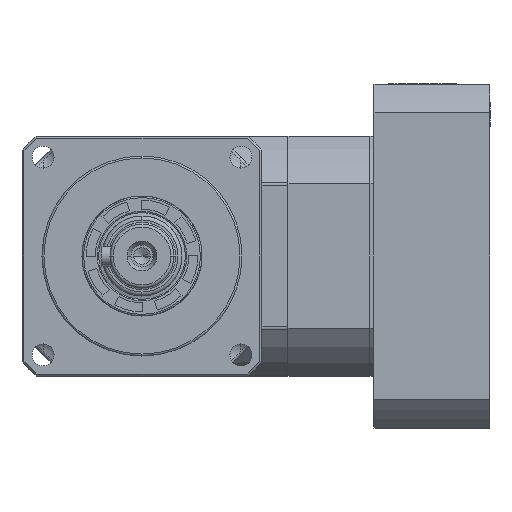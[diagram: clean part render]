
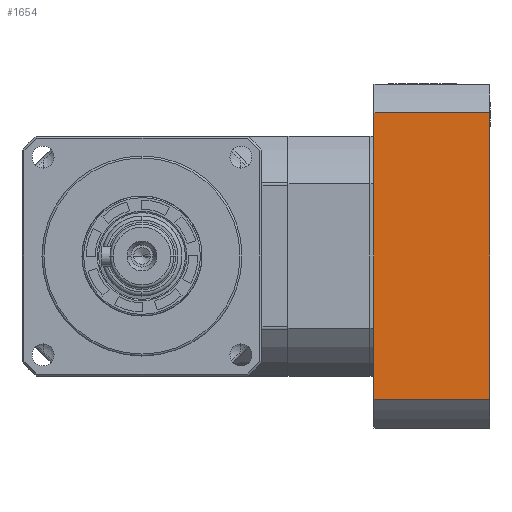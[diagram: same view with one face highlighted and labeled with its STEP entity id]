
A CAD part, left-side view. The second image highlights one B-rep face of the part: STEP entity #1654.
In plain terms, the highlighted planar face has unit normal (-1, 0, 0).
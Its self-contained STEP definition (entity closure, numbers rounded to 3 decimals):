
#1067 = VERTEX_POINT ( 'NONE', #24812 ) ;
#1449 = CARTESIAN_POINT ( 'NONE',  ( -51.347, -76.833, 30.625 ) ) ;
#1505 = AXIS2_PLACEMENT_3D ( 'NONE', #3725, #25201, #3564 ) ;
#1654 = ADVANCED_FACE ( 'NONE', ( #5354 ), #1940, .T. ) ;
#1940 = PLANE ( 'NONE',  #1505 ) ;
#2014 = CARTESIAN_POINT ( 'NONE',  ( -51.347, -76.833, 102.375 ) ) ;
#3564 = DIRECTION ( 'NONE',  ( 0., 0., 1. ) ) ;
#3725 = CARTESIAN_POINT ( 'NONE',  ( -51.347, -0.833, 26.5 ) ) ;
#4469 = VERTEX_POINT ( 'NONE', #24338 ) ;
#5092 = DIRECTION ( 'NONE',  ( 0., -1., 0. ) ) ;
#5354 = FACE_OUTER_BOUND ( 'NONE', #10589, .T. ) ;
#5417 = LINE ( 'NONE', #6759, #14847 ) ;
#6759 = CARTESIAN_POINT ( 'NONE',  ( -51.347, -47.833, 66.5 ) ) ;
#6898 = EDGE_CURVE ( 'NONE', #1067, #12800, #16463, .T. ) ;
#7839 = VECTOR ( 'NONE', #19752, 1000. ) ;
#8887 = ORIENTED_EDGE ( 'NONE', *, *, #6898, .T. ) ;
#9653 = ORIENTED_EDGE ( 'NONE', *, *, #10089, .F. ) ;
#10089 = EDGE_CURVE ( 'NONE', #4469, #12685, #13092, .T. ) ;
#10330 = VECTOR ( 'NONE', #5092, 1000. ) ;
#10589 = EDGE_LOOP ( 'NONE', ( #13960, #9653, #25242, #8887 ) ) ;
#12685 = VERTEX_POINT ( 'NONE', #2014 ) ;
#12800 = VERTEX_POINT ( 'NONE', #1449 ) ;
#13092 = LINE ( 'NONE', #21982, #19209 ) ;
#13299 = LINE ( 'NONE', #15814, #7839 ) ;
#13960 = ORIENTED_EDGE ( 'NONE', *, *, #23747, .T. ) ;
#14847 = VECTOR ( 'NONE', #20574, 1000. ) ;
#15814 = CARTESIAN_POINT ( 'NONE',  ( -51.347, -76.833, 26.5 ) ) ;
#15916 = DIRECTION ( 'NONE',  ( 0., -1., 0. ) ) ;
#16463 = LINE ( 'NONE', #22738, #10330 ) ;
#18854 = EDGE_CURVE ( 'NONE', #1067, #4469, #5417, .T. ) ;
#19209 = VECTOR ( 'NONE', #15916, 1000. ) ;
#19752 = DIRECTION ( 'NONE',  ( 0., 0., 1. ) ) ;
#20574 = DIRECTION ( 'NONE',  ( 0., 0., 1. ) ) ;
#21982 = CARTESIAN_POINT ( 'NONE',  ( -51.347, -45.833, 102.375 ) ) ;
#22738 = CARTESIAN_POINT ( 'NONE',  ( -51.347, -0.833, 30.625 ) ) ;
#23747 = EDGE_CURVE ( 'NONE', #12800, #12685, #13299, .T. ) ;
#24338 = CARTESIAN_POINT ( 'NONE',  ( -51.347, -47.833, 102.375 ) ) ;
#24812 = CARTESIAN_POINT ( 'NONE',  ( -51.347, -47.833, 30.625 ) ) ;
#25201 = DIRECTION ( 'NONE',  ( -1., 0., 0. ) ) ;
#25242 = ORIENTED_EDGE ( 'NONE', *, *, #18854, .F. ) ;
